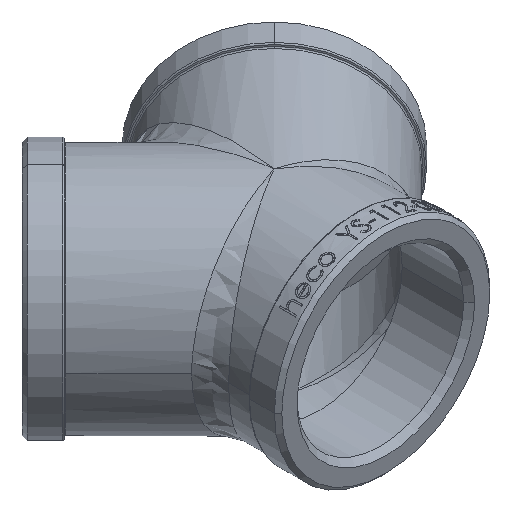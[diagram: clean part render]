
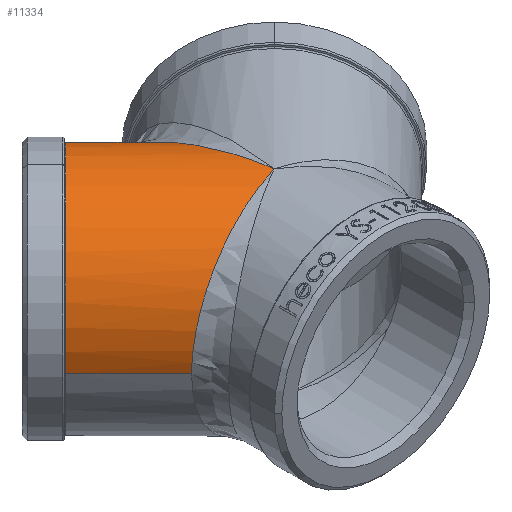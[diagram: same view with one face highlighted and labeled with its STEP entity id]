
A CAD part, isometric view. The second image highlights one B-rep face of the part: STEP entity #11334.
In plain terms, the highlighted cylindrical face has radius 28 mm (diameter 56 mm), a partial arc.
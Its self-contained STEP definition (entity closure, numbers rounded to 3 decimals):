
#178 = VERTEX_POINT ( 'NONE', #1949 ) ;
#621 = VECTOR ( 'NONE', #4784, 1000. ) ;
#787 = EDGE_CURVE ( 'NONE', #14847, #13953, #6569, .T. ) ;
#1063 = CARTESIAN_POINT ( 'NONE',  ( 11.598, 28., 0. ) ) ;
#1368 = VERTEX_POINT ( 'NONE', #19881 ) ;
#1618 = VERTEX_POINT ( 'NONE', #21480 ) ;
#1949 = CARTESIAN_POINT ( 'NONE',  ( -30.928, -8.669, 0. ) ) ;
#2131 = CARTESIAN_POINT ( 'NONE',  ( -8.273, 47.871, 0. ) ) ;
#2421 = LINE ( 'NONE', #1063, #621 ) ;
#3359 = DIRECTION ( 'NONE',  ( -0.707, 0.707, 0. ) ) ;
#3646 = AXIS2_PLACEMENT_3D ( 'NONE', #18075, #6466, #6380 ) ;
#4584 = CARTESIAN_POINT ( 'NONE',  ( -6.952, 45.885, 6.283 ) ) ;
#4784 = DIRECTION ( 'NONE',  ( 0.707, -0.707, 0. ) ) ;
#6380 = DIRECTION ( 'NONE',  ( -0.707, -0.707, 0. ) ) ;
#6466 = DIRECTION ( 'NONE',  ( 0.707, -0.707, 0. ) ) ;
#6499 = VECTOR ( 'NONE', #22190, 1000. ) ;
#6569 = B_SPLINE_CURVE_WITH_KNOTS ( 'NONE', 3,
 ( #18234, #20185, #4584, #10483, #24049, #17907, #8248, #18400 ),
 .UNSPECIFIED., .F., .F.,
 ( 4, 1, 1, 1, 1, 4 ),
 ( 0.5, 0.571, 0.643, 0.714, 0.857, 1. ),
 .UNSPECIFIED. ) ;
#7586 = DIRECTION ( 'NONE',  ( -0.707, -0.707, 0. ) ) ;
#8248 = CARTESIAN_POINT ( 'NONE',  ( -1.058, 6.982, 28. ) ) ;
#8562 = FACE_OUTER_BOUND ( 'NONE', #15161, .T. ) ;
#8732 = CARTESIAN_POINT ( 'NONE',  ( -13.879, -3.89, 26.091 ) ) ;
#8794 = CARTESIAN_POINT ( 'NONE',  ( -28., -11.598, 0. ) ) ;
#10026 = CIRCLE ( 'NONE', #15129, 28. ) ;
#10483 = CARTESIAN_POINT ( 'NONE',  ( -6.424, 42.399, 12.25 ) ) ;
#10489 = ORIENTED_EDGE ( 'NONE', *, *, #787, .F. ) ;
#10494 = CARTESIAN_POINT ( 'NONE',  ( -25.007, -7.009, 18.054 ) ) ;
#11334 = ADVANCED_FACE ( 'NONE', ( #8562 ), #14336, .T. ) ;
#11949 = B_SPLINE_CURVE_WITH_KNOTS ( 'NONE', 3,
 ( #16379, #14520, #8732, #10494, #16455, #22207, #24403 ),
 .UNSPECIFIED., .F., .F.,
 ( 4, 1, 1, 1, 4 ),
 ( 0., 0.143, 0.286, 0.429, 0.5 ),
 .UNSPECIFIED. ) ;
#13419 = ORIENTED_EDGE ( 'NONE', *, *, #18516, .F. ) ;
#13953 = VERTEX_POINT ( 'NONE', #18528 ) ;
#14336 = CYLINDRICAL_SURFACE ( 'NONE', #3646, 28. ) ;
#14520 = CARTESIAN_POINT ( 'NONE',  ( -4.627, -1.297, 28. ) ) ;
#14705 = CARTESIAN_POINT ( 'NONE',  ( -7.071, 46.669, 0. ) ) ;
#14847 = VERTEX_POINT ( 'NONE', #14705 ) ;
#15129 = AXIS2_PLACEMENT_3D ( 'NONE', #22764, #3359, #24615 ) ;
#15161 = EDGE_LOOP ( 'NONE', ( #20945, #18796, #16575, #24805, #13419, #10489 ) ) ;
#15704 = EDGE_CURVE ( 'NONE', #1368, #24107, #24690, .T. ) ;
#16184 = EDGE_CURVE ( 'NONE', #1618, #178, #18312, .T. ) ;
#16379 = CARTESIAN_POINT ( 'NONE',  ( 0., 0., 28. ) ) ;
#16455 = CARTESIAN_POINT ( 'NONE',  ( -30.157, -8.453, 8.379 ) ) ;
#16575 = ORIENTED_EDGE ( 'NONE', *, *, #24505, .F. ) ;
#17414 = DIRECTION ( 'NONE',  ( -0.707, 0.707, 0. ) ) ;
#17907 = CARTESIAN_POINT ( 'NONE',  ( -3.173, 20.942, 26.09 ) ) ;
#18075 = CARTESIAN_POINT ( 'NONE',  ( -8.201, 8.201, 0. ) ) ;
#18234 = CARTESIAN_POINT ( 'NONE',  ( -7.071, 46.669, 0. ) ) ;
#18312 = LINE ( 'NONE', #8794, #6499 ) ;
#18400 = CARTESIAN_POINT ( 'NONE',  ( 0., 0., 28. ) ) ;
#18516 = EDGE_CURVE ( 'NONE', #13953, #178, #11949, .T. ) ;
#18528 = CARTESIAN_POINT ( 'NONE',  ( 0., 0., 28. ) ) ;
#18796 = ORIENTED_EDGE ( 'NONE', *, *, #15704, .F. ) ;
#19881 = CARTESIAN_POINT ( 'NONE',  ( -28.072, 28.072, 28. ) ) ;
#20185 = CARTESIAN_POINT ( 'NONE',  ( -7.071, 46.668, 2.095 ) ) ;
#20945 = ORIENTED_EDGE ( 'NONE', *, *, #21539, .F. ) ;
#21480 = CARTESIAN_POINT ( 'NONE',  ( -47.871, 8.273, 0. ) ) ;
#21539 = EDGE_CURVE ( 'NONE', #24107, #14847, #2421, .T. ) ;
#22190 = DIRECTION ( 'NONE',  ( 0.707, -0.707, 0. ) ) ;
#22207 = CARTESIAN_POINT ( 'NONE',  ( -30.928, -8.669, 2.095 ) ) ;
#22764 = CARTESIAN_POINT ( 'NONE',  ( -28.072, 28.072, 0. ) ) ;
#23165 = CARTESIAN_POINT ( 'NONE',  ( -28.072, 28.072, 0. ) ) ;
#24049 = CARTESIAN_POINT ( 'NONE',  ( -5.293, 34.934, 19.393 ) ) ;
#24107 = VERTEX_POINT ( 'NONE', #2131 ) ;
#24403 = CARTESIAN_POINT ( 'NONE',  ( -30.928, -8.669, 0. ) ) ;
#24470 = AXIS2_PLACEMENT_3D ( 'NONE', #23165, #17414, #7586 ) ;
#24505 = EDGE_CURVE ( 'NONE', #1618, #1368, #10026, .T. ) ;
#24615 = DIRECTION ( 'NONE',  ( -0.707, -0.707, 0. ) ) ;
#24690 = CIRCLE ( 'NONE', #24470, 28. ) ;
#24805 = ORIENTED_EDGE ( 'NONE', *, *, #16184, .T. ) ;
